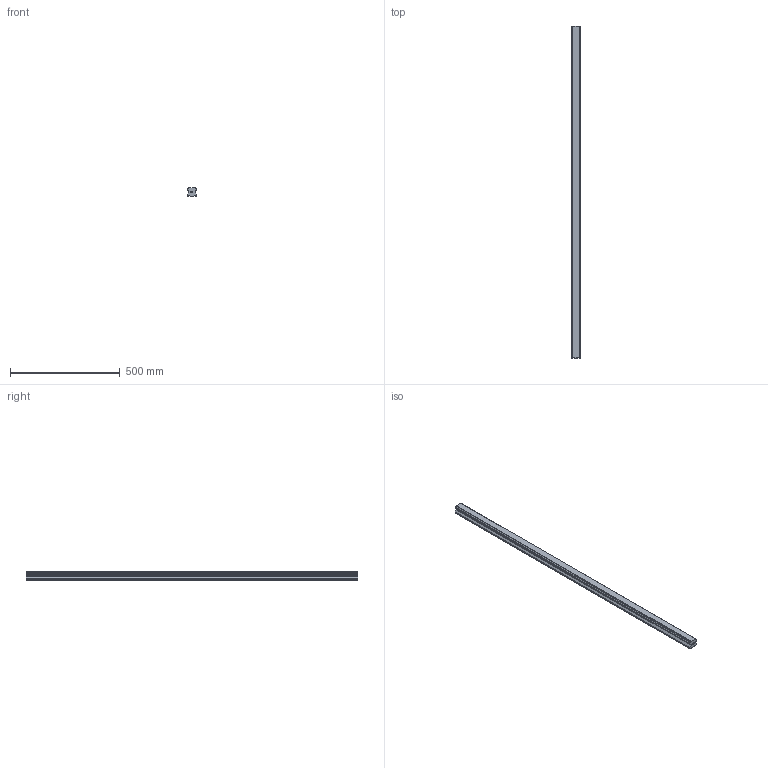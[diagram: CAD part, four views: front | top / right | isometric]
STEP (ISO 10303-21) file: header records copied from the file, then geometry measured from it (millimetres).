
FILE_DESCRIPTION(('STEP AP214'),'1');
FILE_NAME('cctmp_75D7E14E-C387-47BC-A8F4-20B7EF152A8C_2021_02_01_10_13_16_0338..stp','2021-02-01T09:13:16',('HIWIN GmbH'),('CADClick - www.CADClick.com'),'Spatial InterOp 3D',' ','unknown authorization');
FILE_SCHEMA(('AUTOMOTIVE_DESIGN'));
Length unit declared in the file: millimetre
Products named in the file (1): HGR45T1510C_FILE
Bounding box: 45 x 1510 x 38 mm (x, y, z)
Volume: 2113294.4 mm3; surface area: 275421.1 mm2
Topology: 1 solids, 1 shells, 157 faces, 423 edges, 257 vertices
Faces by surface type: plane 93, cylinder 34, cone 30
Entity records: 5915 total; most frequent: CARTESIAN_POINT 808, ORIENTED_EDGE 786, DIRECTION 777, EDGE_CURVE 393, LINE 325, VECTOR 325, VERTEX_POINT 257, AXIS2_PLACEMENT_3D 226
